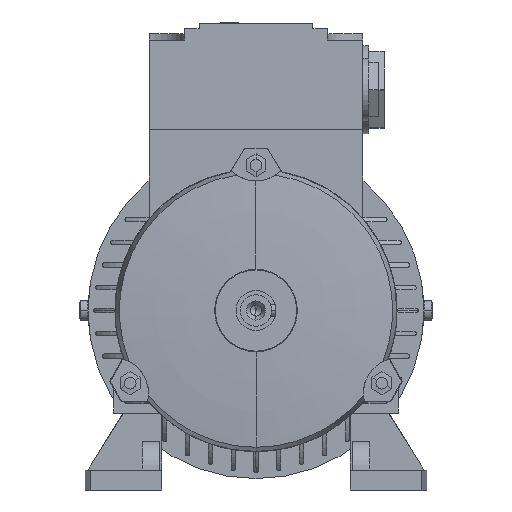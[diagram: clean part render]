
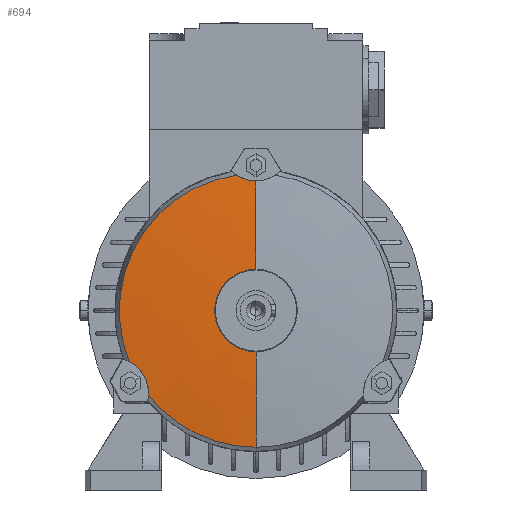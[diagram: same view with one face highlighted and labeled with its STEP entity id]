
A CAD part, left-side view. The second image highlights one B-rep face of the part: STEP entity #694.
In plain terms, the highlighted toroidal (fillet/blend) face has major radius 1.469 mm and minor radius 500 mm.
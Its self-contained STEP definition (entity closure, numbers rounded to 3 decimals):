
#694=ADVANCED_FACE('',(#2003),#2004,.T.);
#2003=FACE_OUTER_BOUND('',#3967,.T.);
#2004=TOROIDAL_SURFACE('',#3968,1.469,500.);
#3967=EDGE_LOOP('',(#6038,#6039,#6040,#6041,#6042,#6043,#6044,#6045,#6046));
#3968=AXIS2_PLACEMENT_3D('',#6047,#6048,#6049);
#6038=ORIENTED_EDGE('',*,*,#12022,.F.);
#6039=ORIENTED_EDGE('',*,*,#12023,.T.);
#6040=ORIENTED_EDGE('',*,*,#12024,.T.);
#6041=ORIENTED_EDGE('',*,*,#12025,.F.);
#6042=ORIENTED_EDGE('',*,*,#12026,.T.);
#6043=ORIENTED_EDGE('',*,*,#12027,.F.);
#6044=ORIENTED_EDGE('',*,*,#12028,.T.);
#6045=ORIENTED_EDGE('',*,*,#12020,.T.);
#6046=ORIENTED_EDGE('',*,*,#11988,.F.);
#6047=CARTESIAN_POINT('',(484.83,0.0,0.0));
#6048=DIRECTION('',(1.0,0.0,0.0));
#6049=DIRECTION('',(0.0,0.0,-1.0));
#11988=EDGE_CURVE('',#14433,#14436,#14437,.T.);
#12020=EDGE_CURVE('',#14490,#14436,#14493,.T.);
#12022=EDGE_CURVE('',#14495,#14433,#14496,.T.);
#12023=EDGE_CURVE('',#14495,#14497,#14498,.T.);
#12024=EDGE_CURVE('',#14497,#14499,#14500,.T.);
#12025=EDGE_CURVE('',#14501,#14499,#14502,.T.);
#12026=EDGE_CURVE('',#14501,#14503,#14504,.T.);
#12027=EDGE_CURVE('',#14505,#14503,#14506,.T.);
#12028=EDGE_CURVE('',#14505,#14490,#14507,.T.);
#14433=VERTEX_POINT('',#18165);
#14436=VERTEX_POINT('',#18168);
#14437=CIRCLE('',#18169,48.);
#14490=VERTEX_POINT('',#18237);
#14493=B_SPLINE_CURVE_WITH_KNOTS('',3,(#18241,#18242,#18243,#18244,#18245,#18246,#18247,#18248,#18249,#18250),.UNSPECIFIED.,.F.,.F.,(4,2,2,2,4),(-14.434,-11.189,-7.497,-4.923,-0.0),.UNSPECIFIED.);
#14495=VERTEX_POINT('',#18252);
#14496=CIRCLE('',#18253,500.);
#14497=VERTEX_POINT('',#18254);
#14498=CIRCLE('',#18255,14.5);
#14499=VERTEX_POINT('',#18256);
#14500=CIRCLE('',#18257,14.5);
#14501=VERTEX_POINT('',#18258);
#14502=CIRCLE('',#18259,500.);
#14503=VERTEX_POINT('',#18260);
#14504=B_SPLINE_CURVE_WITH_KNOTS('',3,(#18261,#18262,#18263,#18264,#18265,#18266,#18267,#18268,#18269,#18270),.UNSPECIFIED.,.F.,.F.,(4,2,2,2,4),(-14.433,-11.109,-7.328,-4.67,-0.0),.UNSPECIFIED.);
#14505=VERTEX_POINT('',#18271);
#14506=CIRCLE('',#18272,48.);
#14507=B_SPLINE_CURVE_WITH_KNOTS('',3,(#18273,#18274,#18275,#18276,#18277,#18278,#18279,#18280,#18281,#18282),.UNSPECIFIED.,.F.,.F.,(4,2,2,2,4),(-14.434,-11.189,-7.497,-4.923,-0.0),.UNSPECIFIED.);
#18165=CARTESIAN_POINT('',(-13.,0.,-48.));
#18168=CARTESIAN_POINT('',(-13.,37.746,-29.651));
#18169=AXIS2_PLACEMENT_3D('',#24865,#24866,#24867);
#18237=CARTESIAN_POINT('',(-13.227,39.404,-22.75));
#18241=CARTESIAN_POINT('',(-13.,44.552,-17.864));
#18242=CARTESIAN_POINT('',(-13.066,43.59,-18.354));
#18243=CARTESIAN_POINT('',(-13.119,42.696,-18.967));
#18244=CARTESIAN_POINT('',(-13.2,40.974,-20.508));
#18245=CARTESIAN_POINT('',(-13.224,40.184,-21.46));
#18246=CARTESIAN_POINT('',(-13.229,39.1,-23.245));
#18247=CARTESIAN_POINT('',(-13.221,38.731,-24.022));
#18248=CARTESIAN_POINT('',(-13.17,37.898,-26.378));
#18249=CARTESIAN_POINT('',(-13.101,37.661,-28.016));
#18250=CARTESIAN_POINT('',(-13.,37.746,-29.651));
#18252=CARTESIAN_POINT('',(-15.,0.,-14.5));
#18253=AXIS2_PLACEMENT_3D('',#24918,#24919,#24920);
#18254=CARTESIAN_POINT('',(-15.,14.5,0.0));
#18255=AXIS2_PLACEMENT_3D('',#24921,#24922,#24923);
#18256=CARTESIAN_POINT('',(-15.,0.,14.5));
#18257=AXIS2_PLACEMENT_3D('',#24924,#24925,#24926);
#18258=CARTESIAN_POINT('',(-13.227,0.,45.5));
#18259=AXIS2_PLACEMENT_3D('',#24927,#24928,#24929);
#18260=CARTESIAN_POINT('',(-13.,6.806,47.515));
#18261=CARTESIAN_POINT('',(-13.,-6.806,47.515));
#18262=CARTESIAN_POINT('',(-13.068,-5.878,46.913));
#18263=CARTESIAN_POINT('',(-13.122,-4.874,46.436));
#18264=CARTESIAN_POINT('',(-13.203,-2.621,45.713));
#18265=CARTESIAN_POINT('',(-13.226,-1.37,45.512));
#18266=CARTESIAN_POINT('',(-13.228,0.776,45.493));
#18267=CARTESIAN_POINT('',(-13.218,1.661,45.579));
#18268=CARTESIAN_POINT('',(-13.163,4.052,46.073));
#18269=CARTESIAN_POINT('',(-13.096,5.502,46.669));
#18270=CARTESIAN_POINT('',(-13.,6.806,47.515));
#18271=CARTESIAN_POINT('',(-13.,44.552,-17.864));
#18272=AXIS2_PLACEMENT_3D('',#24930,#24931,#24932);
#18273=CARTESIAN_POINT('',(-13.,44.552,-17.864));
#18274=CARTESIAN_POINT('',(-13.066,43.59,-18.354));
#18275=CARTESIAN_POINT('',(-13.119,42.696,-18.967));
#18276=CARTESIAN_POINT('',(-13.2,40.974,-20.508));
#18277=CARTESIAN_POINT('',(-13.224,40.184,-21.46));
#18278=CARTESIAN_POINT('',(-13.229,39.1,-23.245));
#18279=CARTESIAN_POINT('',(-13.221,38.731,-24.022));
#18280=CARTESIAN_POINT('',(-13.17,37.898,-26.378));
#18281=CARTESIAN_POINT('',(-13.101,37.661,-28.016));
#18282=CARTESIAN_POINT('',(-13.,37.746,-29.651));
#24865=CARTESIAN_POINT('',(-13.,0.0,0.0));
#24866=DIRECTION('',(1.0,0.0,0.0));
#24867=DIRECTION('',(0.0,1.0,0.0));
#24918=CARTESIAN_POINT('',(484.83,0.,-1.469));
#24919=DIRECTION('',(0.0,-1.0,0.));
#24920=DIRECTION('',(0.0,0.,-1.0));
#24921=CARTESIAN_POINT('',(-15.,0.0,0.0));
#24922=DIRECTION('',(1.0,0.0,0.0));
#24923=DIRECTION('',(0.0,1.0,0.0));
#24924=CARTESIAN_POINT('',(-15.,0.0,0.0));
#24925=DIRECTION('',(1.0,0.0,0.0));
#24926=DIRECTION('',(0.0,1.0,0.0));
#24927=CARTESIAN_POINT('',(484.83,0.,1.469));
#24928=DIRECTION('',(0.0,-1.0,0.));
#24929=DIRECTION('',(0.0,0.,1.0));
#24930=CARTESIAN_POINT('',(-13.,0.0,0.0));
#24931=DIRECTION('',(1.0,0.0,0.0));
#24932=DIRECTION('',(0.0,1.0,0.0));
